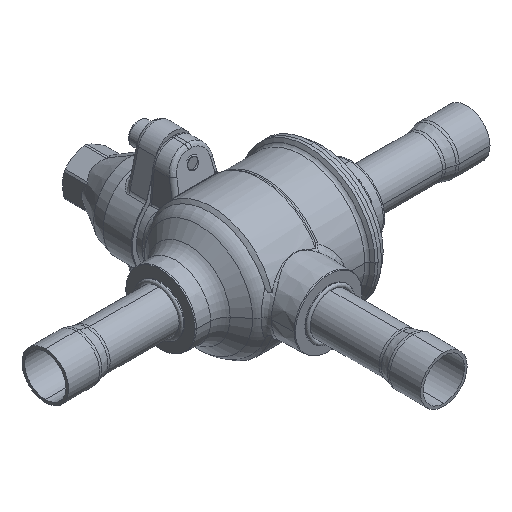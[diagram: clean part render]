
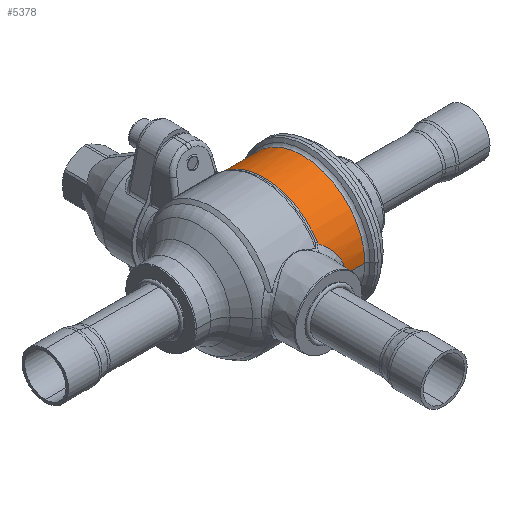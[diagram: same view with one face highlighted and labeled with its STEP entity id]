
A CAD part, isometric view. The second image highlights one B-rep face of the part: STEP entity #5378.
In plain terms, the highlighted cylindrical face has radius 24.25 mm (diameter 48.5 mm), a partial arc.
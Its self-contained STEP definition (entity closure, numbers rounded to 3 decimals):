
#1039=CARTESIAN_POINT('',(16.272,-24.25,0.));
#1041=DIRECTION('',(-1.,0.,0.));
#1042=VECTOR('',#1041,7.529);
#1043=CARTESIAN_POINT('',(23.802,-24.25,0.));
#1044=LINE('',#1043,#1042);
#1050=DIRECTION('',(-1.,0.,0.));
#1051=VECTOR('',#1050,6.486);
#1052=CARTESIAN_POINT('',(23.802,24.25,0.));
#1053=LINE('',#1052,#1051);
#1054=CARTESIAN_POINT('',(17.316,24.25,0.));
#1607=CARTESIAN_POINT('',(16.272,-24.25,0.));
#1608=CARTESIAN_POINT('',(16.272,-24.25,
0.574));
#1609=CARTESIAN_POINT('',(16.194,-24.208,1.736));
#1610=CARTESIAN_POINT('',(15.863,-24.029,3.429));
#1611=CARTESIAN_POINT('',(15.221,-23.689,5.306));
#1612=CARTESIAN_POINT('',(14.254,-23.194,7.168));
#1613=CARTESIAN_POINT('',(12.888,-22.532,9.037));
#1614=CARTESIAN_POINT('',(11.107,-21.742,10.791));
#1615=CARTESIAN_POINT('',(9.684,-21.193,11.799));
#1616=CARTESIAN_POINT('',(8.902,-20.922,12.261));
#1618=CARTESIAN_POINT('',(8.902,0.,0.));
#1619=DIRECTION('',(-1.,0.,0.));
#1620=DIRECTION('',(0.,-0.863,0.506));
#1621=AXIS2_PLACEMENT_3D('',#1618,#1619,#1620);
#1623=CARTESIAN_POINT('',(8.902,16.681,17.602));
#1624=CARTESIAN_POINT('',(9.009,16.782,17.505));
#1625=CARTESIAN_POINT('',(9.199,17.001,17.295));
#1626=CARTESIAN_POINT('',(9.407,17.384,16.91));
#1627=CARTESIAN_POINT('',(9.476,17.661,16.619));
#1628=CARTESIAN_POINT('',(9.491,17.806,16.462));
#1630=CARTESIAN_POINT('',(9.491,17.806,16.462));
#1631=CARTESIAN_POINT('',(9.523,18.14,16.101));
#1632=CARTESIAN_POINT('',(9.591,18.79,15.352));
#1633=CARTESIAN_POINT('',(9.694,19.659,14.225));
#1634=CARTESIAN_POINT('',(9.775,20.269,13.325));
#1635=CARTESIAN_POINT('',(9.819,20.566,12.849));
#1637=CARTESIAN_POINT('',(9.819,20.566,12.849));
#1638=CARTESIAN_POINT('',(10.231,20.727,12.592));
#1639=CARTESIAN_POINT('',(11.026,21.052,12.05));
#1640=CARTESIAN_POINT('',(12.121,21.536,11.163));
#1641=CARTESIAN_POINT('',(13.154,22.024,10.173));
#1642=CARTESIAN_POINT('',(14.169,22.529,9.008));
#1643=CARTESIAN_POINT('',(15.163,23.049,7.596));
#1644=CARTESIAN_POINT('',(16.071,23.543,5.912));
#1645=CARTESIAN_POINT('',(16.792,23.948,3.991));
#1646=CARTESIAN_POINT('',(17.229,24.2,1.946));
#1647=CARTESIAN_POINT('',(17.316,24.25,0.644));
#1648=CARTESIAN_POINT('',(17.316,24.25,0.));
#1650=CARTESIAN_POINT('',(23.802,0.,0.));
#1651=DIRECTION('',(1.,0.,0.));
#1652=DIRECTION('',(0.,1.,0.));
#1653=AXIS2_PLACEMENT_3D('',#1650,#1651,#1652);
#2099=VERTEX_POINT('',#1054);
#2113=VERTEX_POINT('',#1637);
#2224=VERTEX_POINT('',#1630);
#2225=CARTESIAN_POINT('',(23.802,-24.25,0.));
#2226=CARTESIAN_POINT('',(23.802,24.25,0.));
#2227=VERTEX_POINT('',#2225);
#2228=VERTEX_POINT('',#2226);
#2247=VERTEX_POINT('',#1039);
#2249=VERTEX_POINT('',#1616);
#2259=VERTEX_POINT('',#1623);
#5360=CARTESIAN_POINT('',(-35.788,0.,0.));
#5361=DIRECTION('',(1.,0.,0.));
#5362=DIRECTION('',(0.,-1.,0.));
#5363=AXIS2_PLACEMENT_3D('',#5360,#5361,#5362);
#5364=CYLINDRICAL_SURFACE('',#5363,24.25);
#5366=ORIENTED_EDGE('',*,*,#5365,.T.);
#5367=ORIENTED_EDGE('',*,*,#4628,.T.);
#5369=ORIENTED_EDGE('',*,*,#5368,.T.);
#5370=ORIENTED_EDGE('',*,*,#5350,.T.);
#5371=ORIENTED_EDGE('',*,*,#3673,.T.);
#5372=ORIENTED_EDGE('',*,*,#4223,.F.);
#5374=ORIENTED_EDGE('',*,*,#5373,.T.);
#5375=ORIENTED_EDGE('',*,*,#4219,.T.);
#5376=EDGE_LOOP('',(#5366,#5367,#5369,#5370,#5371,#5372,#5374,#5375));
#5377=FACE_OUTER_BOUND('',#5376,.F.);
#5378=ADVANCED_FACE('',(#5377),#5364,.T.);
#1617=B_SPLINE_CURVE_WITH_KNOTS('',3,(#1607,#1608,#1609,#1610,#1611,#1612,#1613,
#1614,#1615,#1616),.UNSPECIFIED.,.F.,.F.,(4,1,1,1,1,1,1,4),(0.,
0.143,0.286,0.429,0.571,
0.714,0.857,1.),.UNSPECIFIED.);
#1622=CIRCLE('',#1621,24.25);
#1629=B_SPLINE_CURVE_WITH_KNOTS('',3,(#1623,#1624,#1625,#1626,#1627,#1628),
.UNSPECIFIED.,.F.,.F.,(4,1,1,4),(0.,0.333,0.667,1.),
.UNSPECIFIED.);
#1636=B_SPLINE_CURVE_WITH_KNOTS('',3,(#1630,#1631,#1632,#1633,#1634,#1635),
.UNSPECIFIED.,.F.,.F.,(4,1,1,4),(0.,0.333,0.667,1.),
.UNSPECIFIED.);
#1649=B_SPLINE_CURVE_WITH_KNOTS('',3,(#1637,#1638,#1639,#1640,#1641,#1642,#1643,
#1644,#1645,#1646,#1647,#1648),.UNSPECIFIED.,.F.,.F.,(4,1,1,1,1,1,1,1,1,4),
(0.,0.111,0.222,0.333,0.444,
0.556,0.667,0.778,0.889,1.),
.UNSPECIFIED.);
#1654=CIRCLE('',#1653,24.25);
#3673=EDGE_CURVE('',#2113,#2099,#1649,.T.);
#4219=EDGE_CURVE('',#2227,#2247,#1044,.T.);
#4223=EDGE_CURVE('',#2228,#2099,#1053,.T.);
#4628=EDGE_CURVE('',#2249,#2259,#1622,.T.);
#5350=EDGE_CURVE('',#2224,#2113,#1636,.T.);
#5365=EDGE_CURVE('',#2247,#2249,#1617,.T.);
#5368=EDGE_CURVE('',#2259,#2224,#1629,.T.);
#5373=EDGE_CURVE('',#2228,#2227,#1654,.T.);
